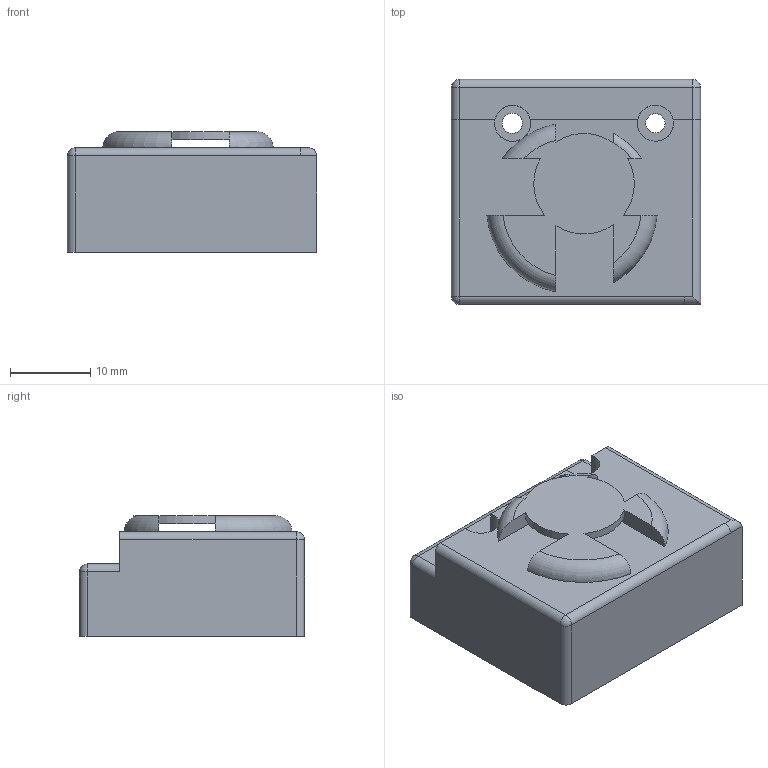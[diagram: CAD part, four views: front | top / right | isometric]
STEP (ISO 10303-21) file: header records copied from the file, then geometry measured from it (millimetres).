
FILE_DESCRIPTION(/* description */ (''),/* implementation_level */ '2;1');
FILE_NAME(/* name */ 'LaskaKit SCD41-CO2-Sensor for Vindr.step',/* time_stamp */ '2024-01-22T09:15:57+01:00',/* author */ (''),/* organization */ (''),/* preprocessor_version */ 'ST-DEVELOPER v20',/* originating_system */ 'Autodesk Translation Framework v12.14.0.127',/* authorisation */ '');
FILE_SCHEMA (('AUTOMOTIVE_DESIGN { 1 0 10303 214 3 1 1 }'));
Length unit declared in the file: millimetre
Products named in the file (1): LaskaKit SCD41-CO2-Sensor v2BackCase v9
Bounding box: 31 x 28 x 15 mm (x, y, z)
Volume: 5976.5 mm3; surface area: 5468.2 mm2
Topology: 1 solids, 1 shells, 76 faces, 222 edges, 138 vertices
Faces by surface type: plane 48, cylinder 21, torus 4, sphere 3
Full cylindrical faces by diameter (mm): 2.4 x1, 2.5 x1, 4.5 x2, 20.278 x1
Entity records: 2598 total; most frequent: CARTESIAN_POINT 509, ORIENTED_EDGE 444, DIRECTION 430, EDGE_CURVE 222, LINE 152, VECTOR 152, AXIS2_PLACEMENT_3D 139, VERTEX_POINT 138
